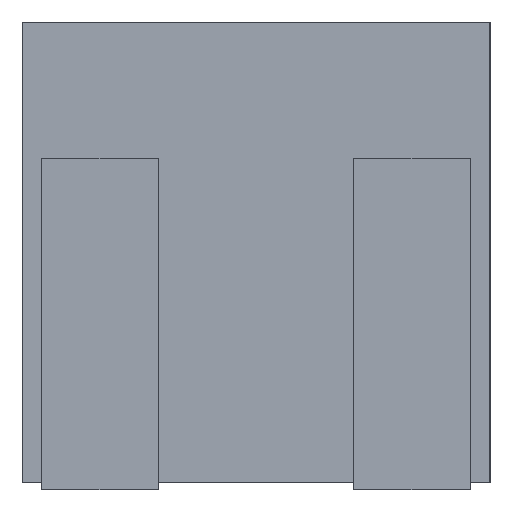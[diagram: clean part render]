
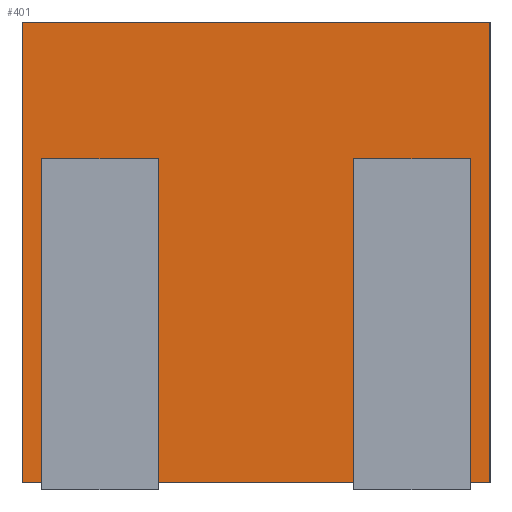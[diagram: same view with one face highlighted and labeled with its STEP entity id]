
A CAD part, left-side view. The second image highlights one B-rep face of the part: STEP entity #401.
In plain terms, the highlighted planar face has unit normal (-1, 0, 0).
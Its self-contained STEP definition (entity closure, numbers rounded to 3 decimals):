
#35 = AXIS2_PLACEMENT_3D ( 'NONE', #324, #614, #156 ) ;
#53 = DIRECTION ( 'NONE',  ( 0., -1., 0. ) ) ;
#54 = VECTOR ( 'NONE', #53, 1000. ) ;
#73 = CARTESIAN_POINT ( 'NONE',  ( -0.98, 0.6, 1.18 ) ) ;
#75 = FACE_OUTER_BOUND ( 'NONE', #292, .T. ) ;
#85 = VERTEX_POINT ( 'NONE', #787 ) ;
#86 = CARTESIAN_POINT ( 'NONE',  ( -0.98, -0.6, 1.18 ) ) ;
#88 = CARTESIAN_POINT ( 'NONE',  ( -0.98, 0.6, 0. ) ) ;
#100 = EDGE_CURVE ( 'NONE', #85, #220, #180, .T. ) ;
#117 = VECTOR ( 'NONE', #501, 1000. ) ;
#151 = ORIENTED_EDGE ( 'NONE', *, *, #758, .T. ) ;
#156 = DIRECTION ( 'NONE',  ( 0., 1., 0. ) ) ;
#180 = LINE ( 'NONE', #86, #233 ) ;
#220 = VERTEX_POINT ( 'NONE', #382 ) ;
#224 = EDGE_CURVE ( 'NONE', #236, #380, #696, .T. ) ;
#233 = VECTOR ( 'NONE', #642, 1000. ) ;
#236 = VERTEX_POINT ( 'NONE', #545 ) ;
#282 = ORIENTED_EDGE ( 'NONE', *, *, #656, .F. ) ;
#292 = EDGE_LOOP ( 'NONE', ( #151, #544, #282, #780 ) ) ;
#324 = CARTESIAN_POINT ( 'NONE',  ( -0.98, 0.6, 1.18 ) ) ;
#351 = LINE ( 'NONE', #485, #524 ) ;
#380 = VERTEX_POINT ( 'NONE', #88 ) ;
#382 = CARTESIAN_POINT ( 'NONE',  ( -0.98, -0.6, 0. ) ) ;
#401 = ADVANCED_FACE ( 'NONE', ( #75 ), #638, .F. ) ;
#460 = DIRECTION ( 'NONE',  ( 0., -1., 0. ) ) ;
#485 = CARTESIAN_POINT ( 'NONE',  ( -0.98, 0.6, 0. ) ) ;
#501 = DIRECTION ( 'NONE',  ( 0., 0., -1. ) ) ;
#524 = VECTOR ( 'NONE', #460, 1000. ) ;
#544 = ORIENTED_EDGE ( 'NONE', *, *, #100, .F. ) ;
#545 = CARTESIAN_POINT ( 'NONE',  ( -0.98, 0.6, 1.18 ) ) ;
#614 = DIRECTION ( 'NONE',  ( 1., 0., 0. ) ) ;
#638 = PLANE ( 'NONE',  #35 ) ;
#642 = DIRECTION ( 'NONE',  ( 0., 0., -1. ) ) ;
#649 = LINE ( 'NONE', #710, #54 ) ;
#656 = EDGE_CURVE ( 'NONE', #236, #85, #649, .T. ) ;
#696 = LINE ( 'NONE', #73, #117 ) ;
#710 = CARTESIAN_POINT ( 'NONE',  ( -0.98, 0.6, 1.18 ) ) ;
#758 = EDGE_CURVE ( 'NONE', #380, #220, #351, .T. ) ;
#780 = ORIENTED_EDGE ( 'NONE', *, *, #224, .T. ) ;
#787 = CARTESIAN_POINT ( 'NONE',  ( -0.98, -0.6, 1.18 ) ) ;
